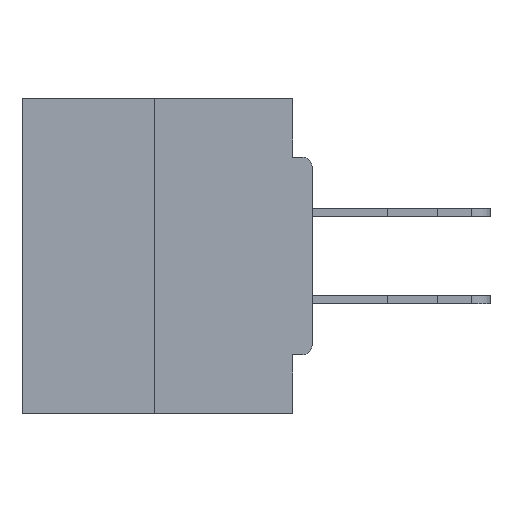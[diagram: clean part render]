
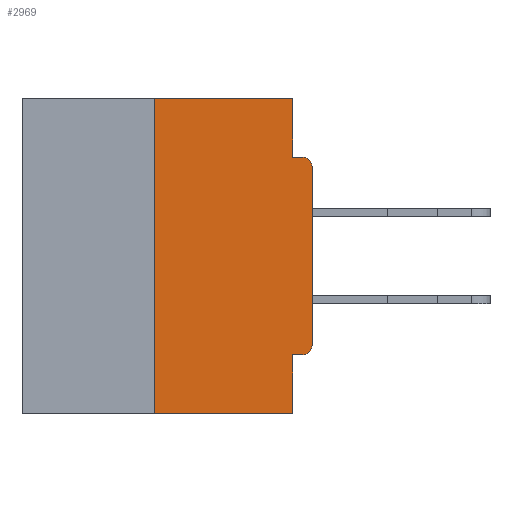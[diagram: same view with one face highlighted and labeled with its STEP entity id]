
A CAD part, left-side view. The second image highlights one B-rep face of the part: STEP entity #2969.
In plain terms, the highlighted planar face has unit normal (-1, 0, 0).
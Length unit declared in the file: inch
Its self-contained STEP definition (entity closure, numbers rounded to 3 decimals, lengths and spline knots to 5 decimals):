
#109 = CARTESIAN_POINT ( 'NONE',  ( 0., 0.46, 0. ) ) ;
#735 = CARTESIAN_POINT ( 'NONE',  ( 0., 0.031, 0. ) ) ;
#1447 = VECTOR ( 'NONE', #32970, 39.37008 ) ;
#1644 = CARTESIAN_POINT ( 'NONE',  ( 0., 0.031, 0. ) ) ;
#2734 = ORIENTED_EDGE ( 'NONE', *, *, #32616, .F. ) ;
#2969 = ADVANCED_FACE ( 'NONE', ( #8418 ), #21481, .F. ) ;
#3037 = EDGE_CURVE ( 'NONE', #4833, #29403, #33400, .T. ) ;
#3942 = LINE ( 'NONE', #9499, #13360 ) ;
#4222 = VERTEX_POINT ( 'NONE', #25785 ) ;
#4378 = VERTEX_POINT ( 'NONE', #735 ) ;
#4833 = VERTEX_POINT ( 'NONE', #5089 ) ;
#4865 = VECTOR ( 'NONE', #20020, 39.37008 ) ;
#5089 = CARTESIAN_POINT ( 'NONE',  ( 0., 0.031, -0.0935 ) ) ;
#6403 = ORIENTED_EDGE ( 'NONE', *, *, #9767, .F. ) ;
#6427 = LINE ( 'NONE', #20851, #33092 ) ;
#6841 = EDGE_LOOP ( 'NONE', ( #6403, #2734, #11513, #7310, #24220, #12333, #22251, #18232, #31715, #20324 ) ) ;
#7310 = ORIENTED_EDGE ( 'NONE', *, *, #17043, .F. ) ;
#7323 = CARTESIAN_POINT ( 'NONE',  ( 0., 0.031, -0.5 ) ) ;
#7871 = VECTOR ( 'NONE', #28442, 39.37008 ) ;
#7893 = EDGE_CURVE ( 'NONE', #8000, #25207, #25541, .T. ) ;
#8000 = VERTEX_POINT ( 'NONE', #32687 ) ;
#8418 = FACE_OUTER_BOUND ( 'NONE', #6841, .T. ) ;
#8423 = CARTESIAN_POINT ( 'NONE',  ( 0., 0.25, 0. ) ) ;
#9145 = AXIS2_PLACEMENT_3D ( 'NONE', #109, #31868, #11239 ) ;
#9146 = CARTESIAN_POINT ( 'NONE',  ( 0., 0.015, -0.1085 ) ) ;
#9231 = EDGE_CURVE ( 'NONE', #4378, #4833, #32335, .T. ) ;
#9499 = CARTESIAN_POINT ( 'NONE',  ( 0., 0., -0.4065 ) ) ;
#9767 = EDGE_CURVE ( 'NONE', #33611, #4378, #27069, .T. ) ;
#10242 = VECTOR ( 'NONE', #23048, 39.37008 ) ;
#11239 = DIRECTION ( 'NONE',  ( 0., 0., -1. ) ) ;
#11512 = EDGE_CURVE ( 'NONE', #25207, #26803, #13323, .T. ) ;
#11513 = ORIENTED_EDGE ( 'NONE', *, *, #33669, .T. ) ;
#12333 = ORIENTED_EDGE ( 'NONE', *, *, #7893, .T. ) ;
#13323 = LINE ( 'NONE', #16080, #24473 ) ;
#13331 = VECTOR ( 'NONE', #13770, 39.37008 ) ;
#13360 = VECTOR ( 'NONE', #30673, 39.37008 ) ;
#13770 = DIRECTION ( 'NONE',  ( 0., -1., 0. ) ) ;
#14757 = CARTESIAN_POINT ( 'NONE',  ( 0., 0.015, -0.3915 ) ) ;
#15756 = CARTESIAN_POINT ( 'NONE',  ( 0., 0., -0.1085 ) ) ;
#16080 = CARTESIAN_POINT ( 'NONE',  ( 0., 0., 0. ) ) ;
#16628 = CARTESIAN_POINT ( 'NONE',  ( 0., 0., -0.0935 ) ) ;
#17043 = EDGE_CURVE ( 'NONE', #28247, #4222, #28387, .T. ) ;
#18232 = ORIENTED_EDGE ( 'NONE', *, *, #22174, .T. ) ;
#18544 = DIRECTION ( 'NONE',  ( 0., 0., 1. ) ) ;
#20020 = DIRECTION ( 'NONE',  ( 0., 0., -1. ) ) ;
#20324 = ORIENTED_EDGE ( 'NONE', *, *, #9231, .F. ) ;
#20851 = CARTESIAN_POINT ( 'NONE',  ( 0., 0.25, 0. ) ) ;
#21481 = PLANE ( 'NONE',  #9145 ) ;
#21936 = CARTESIAN_POINT ( 'NONE',  ( 0., 0., -0.3915 ) ) ;
#22174 = EDGE_CURVE ( 'NONE', #26803, #29403, #29016, .T. ) ;
#22251 = ORIENTED_EDGE ( 'NONE', *, *, #11512, .T. ) ;
#22313 = AXIS2_PLACEMENT_3D ( 'NONE', #14757, #30702, #25162 ) ;
#22338 = EDGE_CURVE ( 'NONE', #8000, #28247, #3942, .T. ) ;
#23048 = DIRECTION ( 'NONE',  ( 0., -1., 0. ) ) ;
#23328 = CARTESIAN_POINT ( 'NONE',  ( 0., 0.031, -0.4065 ) ) ;
#23955 = CARTESIAN_POINT ( 'NONE',  ( 0., 0.25, -0.5 ) ) ;
#24220 = ORIENTED_EDGE ( 'NONE', *, *, #22338, .F. ) ;
#24272 = CARTESIAN_POINT ( 'NONE',  ( 0., 0.46, -0.5 ) ) ;
#24473 = VECTOR ( 'NONE', #26441, 39.37008 ) ;
#25162 = DIRECTION ( 'NONE',  ( 0., 0., -1. ) ) ;
#25207 = VERTEX_POINT ( 'NONE', #21936 ) ;
#25541 = CIRCLE ( 'NONE', #22313, 0.015 ) ;
#25785 = CARTESIAN_POINT ( 'NONE',  ( 0., 0.031, -0.5 ) ) ;
#26441 = DIRECTION ( 'NONE',  ( 0., 0., 1. ) ) ;
#26661 = CARTESIAN_POINT ( 'NONE',  ( 0., 0.015, -0.0935 ) ) ;
#26803 = VERTEX_POINT ( 'NONE', #15756 ) ;
#26923 = LINE ( 'NONE', #24272, #13331 ) ;
#27069 = LINE ( 'NONE', #33415, #10242 ) ;
#27619 = DIRECTION ( 'NONE',  ( 0., 0., -1. ) ) ;
#27856 = DIRECTION ( 'NONE',  ( -1., 0., 0. ) ) ;
#28247 = VERTEX_POINT ( 'NONE', #23328 ) ;
#28387 = LINE ( 'NONE', #7323, #7871 ) ;
#28442 = DIRECTION ( 'NONE',  ( 0., 0., -1. ) ) ;
#29016 = CIRCLE ( 'NONE', #32005, 0.015 ) ;
#29403 = VERTEX_POINT ( 'NONE', #26661 ) ;
#29714 = VERTEX_POINT ( 'NONE', #23955 ) ;
#30673 = DIRECTION ( 'NONE',  ( 0., 1., 0. ) ) ;
#30702 = DIRECTION ( 'NONE',  ( -1., 0., 0. ) ) ;
#31715 = ORIENTED_EDGE ( 'NONE', *, *, #3037, .F. ) ;
#31868 = DIRECTION ( 'NONE',  ( 1., 0., 0. ) ) ;
#32005 = AXIS2_PLACEMENT_3D ( 'NONE', #9146, #27856, #27619 ) ;
#32335 = LINE ( 'NONE', #1644, #4865 ) ;
#32616 = EDGE_CURVE ( 'NONE', #29714, #33611, #6427, .T. ) ;
#32687 = CARTESIAN_POINT ( 'NONE',  ( 0., 0.015, -0.4065 ) ) ;
#32970 = DIRECTION ( 'NONE',  ( 0., -1., 0. ) ) ;
#33092 = VECTOR ( 'NONE', #18544, 39.37008 ) ;
#33400 = LINE ( 'NONE', #16628, #1447 ) ;
#33415 = CARTESIAN_POINT ( 'NONE',  ( 0., 0.46, 0. ) ) ;
#33611 = VERTEX_POINT ( 'NONE', #8423 ) ;
#33669 = EDGE_CURVE ( 'NONE', #29714, #4222, #26923, .T. ) ;
